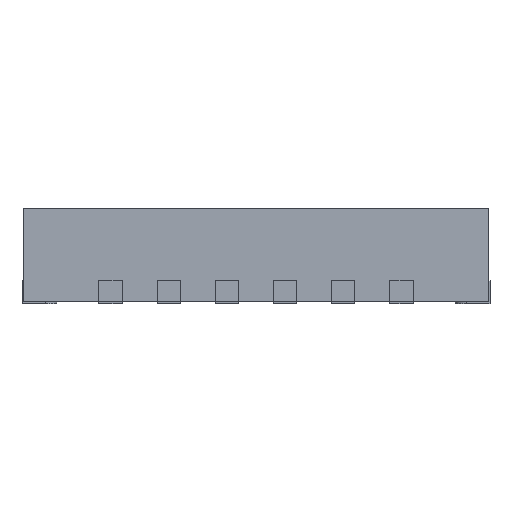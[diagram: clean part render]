
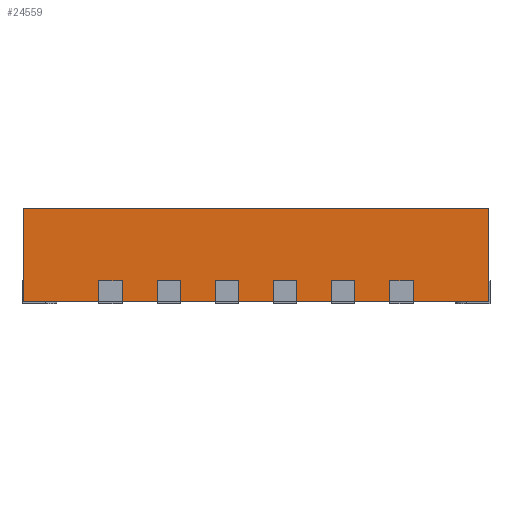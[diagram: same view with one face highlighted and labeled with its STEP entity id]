
A CAD part, left-side view. The second image highlights one B-rep face of the part: STEP entity #24559.
In plain terms, the highlighted planar face has unit normal (-1, 0, 0).
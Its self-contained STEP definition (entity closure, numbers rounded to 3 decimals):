
#79 = EDGE_CURVE ( 'NONE', #9679, #8688, #13067, .T. ) ;
#570 = DIRECTION ( 'NONE',  ( 0., -1., 0. ) ) ;
#2570 = PLANE ( 'NONE',  #17729 ) ;
#5414 = CARTESIAN_POINT ( 'NONE',  ( -2., -2., 0.8 ) ) ;
#6100 = ORIENTED_EDGE ( 'NONE', *, *, #23900, .F. ) ;
#6128 = CARTESIAN_POINT ( 'NONE',  ( -2., -2., 0.8 ) ) ;
#6212 = DIRECTION ( 'NONE',  ( 1., 0., 0. ) ) ;
#6255 = LINE ( 'NONE', #6128, #21649 ) ;
#7403 = ORIENTED_EDGE ( 'NONE', *, *, #25024, .T. ) ;
#7436 = LINE ( 'NONE', #14110, #8655 ) ;
#7704 = DIRECTION ( 'NONE',  ( 0., 0., -1. ) ) ;
#8655 = VECTOR ( 'NONE', #7704, 1000. ) ;
#8688 = VERTEX_POINT ( 'NONE', #15090 ) ;
#9350 = ORIENTED_EDGE ( 'NONE', *, *, #14776, .F. ) ;
#9585 = CARTESIAN_POINT ( 'NONE',  ( -2., 2., 0.8 ) ) ;
#9679 = VERTEX_POINT ( 'NONE', #26387 ) ;
#10752 = DIRECTION ( 'NONE',  ( 0., 0., -1. ) ) ;
#13067 = LINE ( 'NONE', #16573, #14016 ) ;
#14016 = VECTOR ( 'NONE', #570, 1000. ) ;
#14110 = CARTESIAN_POINT ( 'NONE',  ( -2., -2., 0.8 ) ) ;
#14776 = EDGE_CURVE ( 'NONE', #25596, #20848, #6255, .T. ) ;
#15090 = CARTESIAN_POINT ( 'NONE',  ( -2., -2., 0. ) ) ;
#15823 = CARTESIAN_POINT ( 'NONE',  ( -2., 2., 0.8 ) ) ;
#16573 = CARTESIAN_POINT ( 'NONE',  ( -2., -2., 0. ) ) ;
#17729 = AXIS2_PLACEMENT_3D ( 'NONE', #24867, #6212, #10752 ) ;
#18517 = EDGE_LOOP ( 'NONE', ( #20454, #6100, #9350, #7403 ) ) ;
#20454 = ORIENTED_EDGE ( 'NONE', *, *, #79, .T. ) ;
#20848 = VERTEX_POINT ( 'NONE', #5414 ) ;
#21649 = VECTOR ( 'NONE', #22644, 1000. ) ;
#22644 = DIRECTION ( 'NONE',  ( 0., -1., 0. ) ) ;
#23900 = EDGE_CURVE ( 'NONE', #20848, #8688, #7436, .T. ) ;
#24149 = DIRECTION ( 'NONE',  ( 0., 0., -1. ) ) ;
#24559 = ADVANCED_FACE ( 'NONE', ( #25126 ), #2570, .F. ) ;
#24867 = CARTESIAN_POINT ( 'NONE',  ( -2., -2., 0.8 ) ) ;
#24923 = VECTOR ( 'NONE', #24149, 1000. ) ;
#25024 = EDGE_CURVE ( 'NONE', #25596, #9679, #26315, .T. ) ;
#25126 = FACE_OUTER_BOUND ( 'NONE', #18517, .T. ) ;
#25596 = VERTEX_POINT ( 'NONE', #9585 ) ;
#26315 = LINE ( 'NONE', #15823, #24923 ) ;
#26387 = CARTESIAN_POINT ( 'NONE',  ( -2., 2., 0. ) ) ;
